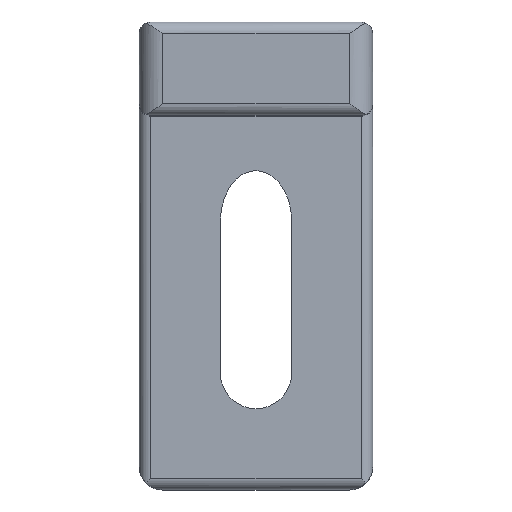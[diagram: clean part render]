
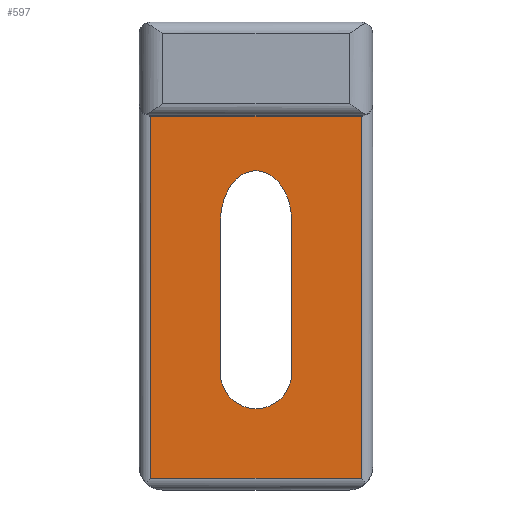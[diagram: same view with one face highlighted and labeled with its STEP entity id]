
A CAD part, top view. The second image highlights one B-rep face of the part: STEP entity #597.
In plain terms, the highlighted planar face has unit normal (0, 0, 1).
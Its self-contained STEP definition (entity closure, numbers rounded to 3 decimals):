
#56=FACE_BOUND('',#114,.T.);
#60=CIRCLE('',#634,3.05);
#64=ELLIPSE('',#633,4.313,3.05);
#80=FACE_OUTER_BOUND('',#113,.T.);
#113=EDGE_LOOP('',(#403,#404,#405,#406));
#114=EDGE_LOOP('',(#407,#408,#409,#410));
#150=LINE('',#848,#201);
#151=LINE('',#850,#202);
#152=LINE('',#852,#203);
#153=LINE('',#853,#204);
#154=LINE('',#858,#205);
#155=LINE('',#861,#206);
#201=VECTOR('',#689,31.);
#202=VECTOR('',#690,18.);
#203=VECTOR('',#691,31.);
#204=VECTOR('',#692,18.);
#205=VECTOR('',#695,13.);
#206=VECTOR('',#698,13.);
#252=VERTEX_POINT('',#846);
#253=VERTEX_POINT('',#847);
#254=VERTEX_POINT('',#849);
#255=VERTEX_POINT('',#851);
#256=VERTEX_POINT('',#854);
#257=VERTEX_POINT('',#855);
#258=VERTEX_POINT('',#857);
#259=VERTEX_POINT('',#859);
#312=EDGE_CURVE('',#252,#253,#150,.T.);
#313=EDGE_CURVE('',#252,#254,#151,.T.);
#314=EDGE_CURVE('',#254,#255,#152,.T.);
#315=EDGE_CURVE('',#255,#253,#153,.T.);
#316=EDGE_CURVE('',#256,#257,#64,.T.);
#317=EDGE_CURVE('',#257,#258,#154,.T.);
#318=EDGE_CURVE('',#258,#259,#60,.T.);
#319=EDGE_CURVE('',#259,#256,#155,.T.);
#403=ORIENTED_EDGE('',*,*,#312,.F.);
#404=ORIENTED_EDGE('',*,*,#313,.T.);
#405=ORIENTED_EDGE('',*,*,#314,.T.);
#406=ORIENTED_EDGE('',*,*,#315,.T.);
#407=ORIENTED_EDGE('',*,*,#316,.T.);
#408=ORIENTED_EDGE('',*,*,#317,.T.);
#409=ORIENTED_EDGE('',*,*,#318,.T.);
#410=ORIENTED_EDGE('',*,*,#319,.T.);
#585=PLANE('',#632);
#597=ADVANCED_FACE('',(#80,#56),#585,.T.);
#632=AXIS2_PLACEMENT_3D('',#845,#687,#688);
#633=AXIS2_PLACEMENT_3D('',#856,#693,#694);
#634=AXIS2_PLACEMENT_3D('',#860,#696,#697);
#687=DIRECTION('center_axis',(0.,0.,1.));
#688=DIRECTION('ref_axis',(0.,-1.,0.));
#689=DIRECTION('',(0.,-1.,0.));
#690=DIRECTION('',(-1.,0.,0.));
#691=DIRECTION('',(0.,-1.,0.));
#692=DIRECTION('',(1.,0.,0.));
#693=DIRECTION('center_axis',(0.,0.,-1.));
#694=DIRECTION('ref_axis',(0.,-1.,0.));
#695=DIRECTION('',(0.,-1.,0.));
#696=DIRECTION('center_axis',(0.,0.,-1.));
#697=DIRECTION('ref_axis',(0.,-1.,0.));
#698=DIRECTION('',(0.,1.,0.));
#845=CARTESIAN_POINT('Origin',(-10.12,-8.12,8.));
#846=CARTESIAN_POINT('',(9.,-8.,8.));
#847=CARTESIAN_POINT('',(9.,-39.,8.));
#848=CARTESIAN_POINT('',(9.,-14.06,8.));
#849=CARTESIAN_POINT('',(-9.,-8.,8.));
#850=CARTESIAN_POINT('',(-10.06,-8.,8.));
#851=CARTESIAN_POINT('',(-9.,-39.,8.));
#852=CARTESIAN_POINT('',(-9.,-8.,8.));
#853=CARTESIAN_POINT('',(-9.,-39.,8.));
#854=CARTESIAN_POINT('',(-3.05,-17.,8.));
#855=CARTESIAN_POINT('',(3.05,-17.,8.));
#856=CARTESIAN_POINT('Origin',(0.,-17.,8.));
#857=CARTESIAN_POINT('',(3.05,-30.,8.));
#858=CARTESIAN_POINT('',(3.05,-17.,8.));
#859=CARTESIAN_POINT('',(-3.05,-30.,8.));
#860=CARTESIAN_POINT('Origin',(0.,-30.,8.));
#861=CARTESIAN_POINT('',(-3.05,-30.,8.));
